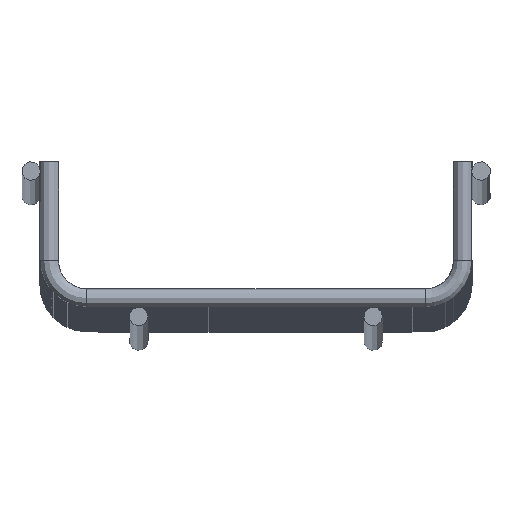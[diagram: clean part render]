
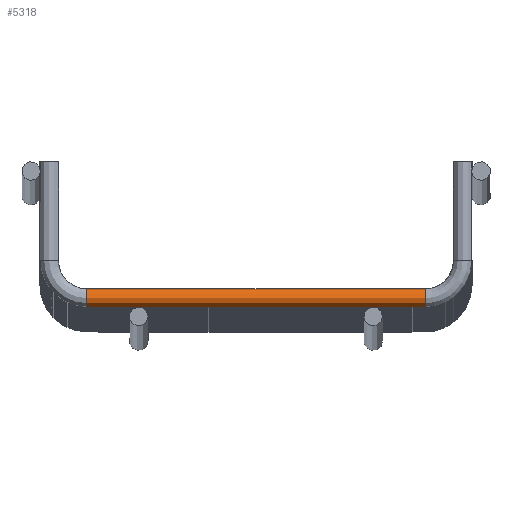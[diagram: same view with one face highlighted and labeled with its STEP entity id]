
A CAD part, top view. The second image highlights one B-rep face of the part: STEP entity #5318.
In plain terms, the highlighted cylindrical face has radius 2 mm (diameter 4 mm), a full revolution.
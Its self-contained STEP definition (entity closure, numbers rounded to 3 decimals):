
#98 = EDGE_LOOP ( 'NONE', ( #4071 ) ) ;
#333 = CARTESIAN_POINT ( 'NONE',  ( -24.44, -1.976, -0.329 ) ) ;
#585 = CARTESIAN_POINT ( 'NONE',  ( 24.498, -1.963, -0.387 ) ) ;
#615 = CARTESIAN_POINT ( 'NONE',  ( 24.498, -1.963, 0.387 ) ) ;
#693 = CARTESIAN_POINT ( 'NONE',  ( 36.1, 0., 0. ) ) ;
#867 = ORIENTED_EDGE ( 'NONE', *, *, #5420, .F. ) ;
#955 = CARTESIAN_POINT ( 'NONE',  ( -24.375, -2., 0.164 ) ) ;
#1150 = FACE_BOUND ( 'NONE', #98, .T. ) ;
#1214 = CARTESIAN_POINT ( 'NONE',  ( 24.835, -1.9, -0.624 ) ) ;
#1238 = CARTESIAN_POINT ( 'NONE',  ( 24.391, -1.995, 0.165 ) ) ;
#1321 = DIRECTION ( 'NONE',  ( 0., 0., 1. ) ) ;
#1564 = CARTESIAN_POINT ( 'NONE',  ( -25.624, -2., 0. ) ) ;
#1590 = CARTESIAN_POINT ( 'NONE',  ( -24.671, -1.924, 0.56 ) ) ;
#1661 = EDGE_LOOP ( 'NONE', ( #867 ) ) ;
#1852 = CARTESIAN_POINT ( 'NONE',  ( 25.329, -1.924, -0.56 ) ) ;
#1859 = VERTEX_POINT ( 'NONE', #6399 ) ;
#1885 = CARTESIAN_POINT ( 'NONE',  ( 24.376, -2., 0. ) ) ;
#1913 = AXIS2_PLACEMENT_3D ( 'NONE', #7347, #2958, #3598 ) ;
#1970 = VERTEX_POINT ( 'NONE', #8141 ) ;
#2167 = DIRECTION ( 'NONE',  ( -1., 0., 0. ) ) ;
#2211 = CARTESIAN_POINT ( 'NONE',  ( -25.609, -1.995, -0.165 ) ) ;
#2236 = CARTESIAN_POINT ( 'NONE',  ( -25.165, -1.9, 0.624 ) ) ;
#2500 = CARTESIAN_POINT ( 'NONE',  ( 25.624, -2., -0.164 ) ) ;
#2538 = CIRCLE ( 'NONE', #2712, 2. ) ;
#2587 = EDGE_CURVE ( 'NONE', #6812, #6812, #7065, .T. ) ;
#2712 = AXIS2_PLACEMENT_3D ( 'NONE', #693, #5129, #1321 ) ;
#2847 = CARTESIAN_POINT ( 'NONE',  ( -25.502, -1.963, -0.387 ) ) ;
#2880 = CARTESIAN_POINT ( 'NONE',  ( -25.502, -1.963, 0.387 ) ) ;
#2958 = DIRECTION ( 'NONE',  ( 1., 0., 0. ) ) ;
#2988 = B_SPLINE_CURVE_WITH_KNOTS ( 'NONE', 3,
 ( #3747, #3105, #8096, #4390, #585, #5018, #1214, #5660, #1852, #6300, #2500, #6908, #3128, #7519, #3780, #8124, #4415, #615, #5050, #1238, #5687, #1885 ),
 .UNSPECIFIED., .T., .F.,
 ( 4, 2, 2, 2, 2, 2, 2, 2, 2, 2, 4 ),
 ( 0., 0., 0., 0.001, 0.001, 0.002, 0.002, 0.003, 0.003, 0.004, 0.004 ),
 .UNSPECIFIED. ) ;
#3065 = EDGE_CURVE ( 'NONE', #7560, #7560, #2538, .T. ) ;
#3105 = CARTESIAN_POINT ( 'NONE',  ( 24.376, -2., -0.083 ) ) ;
#3128 = CARTESIAN_POINT ( 'NONE',  ( 25.56, -1.976, 0.329 ) ) ;
#3216 = CYLINDRICAL_SURFACE ( 'NONE', #1913, 2. ) ;
#3459 = EDGE_LOOP ( 'NONE', ( #7356 ) ) ;
#3481 = CARTESIAN_POINT ( 'NONE',  ( -25.165, -1.9, -0.624 ) ) ;
#3506 = CARTESIAN_POINT ( 'NONE',  ( -25.609, -1.995, 0.165 ) ) ;
#3598 = DIRECTION ( 'NONE',  ( 0., 1., 0. ) ) ;
#3747 = CARTESIAN_POINT ( 'NONE',  ( 24.376, -2., 0. ) ) ;
#3780 = CARTESIAN_POINT ( 'NONE',  ( 25.165, -1.9, 0.625 ) ) ;
#3999 = ORIENTED_EDGE ( 'NONE', *, *, #3065, .T. ) ;
#4071 = ORIENTED_EDGE ( 'NONE', *, *, #2587, .F. ) ;
#4123 = CARTESIAN_POINT ( 'NONE',  ( -24.671, -1.924, -0.56 ) ) ;
#4153 = CARTESIAN_POINT ( 'NONE',  ( -25.624, -2., 0. ) ) ;
#4262 = CARTESIAN_POINT ( 'NONE',  ( 36.1, 0., 2. ) ) ;
#4390 = CARTESIAN_POINT ( 'NONE',  ( 24.452, -1.976, -0.317 ) ) ;
#4415 = CARTESIAN_POINT ( 'NONE',  ( 24.671, -1.924, 0.559 ) ) ;
#4447 = FACE_OUTER_BOUND ( 'NONE', #7304, .T. ) ;
#4700 = CIRCLE ( 'NONE', #6754, 2. ) ;
#4736 = CARTESIAN_POINT ( 'NONE',  ( -25.624, -2., -0.083 ) ) ;
#4767 = CARTESIAN_POINT ( 'NONE',  ( -24.376, -2., -0.164 ) ) ;
#4833 = EDGE_CURVE ( 'NONE', #1970, #1970, #4700, .T. ) ;
#5018 = CARTESIAN_POINT ( 'NONE',  ( 24.67, -1.924, -0.559 ) ) ;
#5041 = FACE_BOUND ( 'NONE', #1661, .T. ) ;
#5050 = CARTESIAN_POINT ( 'NONE',  ( 24.453, -1.976, 0.317 ) ) ;
#5129 = DIRECTION ( 'NONE',  ( -1., 0., 0. ) ) ;
#5318 = ADVANCED_FACE ( 'NONE', ( #1150, #6960, #4447, #5041 ), #3216, .T. ) ;
#5403 = CARTESIAN_POINT ( 'NONE',  ( -24.44, -1.976, 0.329 ) ) ;
#5420 = EDGE_CURVE ( 'NONE', #1859, #1859, #2988, .T. ) ;
#5660 = CARTESIAN_POINT ( 'NONE',  ( 25.165, -1.9, -0.625 ) ) ;
#5687 = CARTESIAN_POINT ( 'NONE',  ( 24.376, -2., 0.083 ) ) ;
#5967 = CARTESIAN_POINT ( 'NONE',  ( -36.1, 0., 0. ) ) ;
#6039 = CARTESIAN_POINT ( 'NONE',  ( -24.835, -1.9, 0.625 ) ) ;
#6300 = CARTESIAN_POINT ( 'NONE',  ( 25.56, -1.976, -0.329 ) ) ;
#6399 = CARTESIAN_POINT ( 'NONE',  ( 24.376, -2., 0. ) ) ;
#6601 = DIRECTION ( 'NONE',  ( 0., 0., 1. ) ) ;
#6647 = CARTESIAN_POINT ( 'NONE',  ( -25.548, -1.976, -0.317 ) ) ;
#6668 = CARTESIAN_POINT ( 'NONE',  ( -25.329, -1.924, 0.559 ) ) ;
#6754 = AXIS2_PLACEMENT_3D ( 'NONE', #5967, #2167, #6601 ) ;
#6812 = VERTEX_POINT ( 'NONE', #8083 ) ;
#6908 = CARTESIAN_POINT ( 'NONE',  ( 25.625, -2., 0.164 ) ) ;
#6960 = FACE_OUTER_BOUND ( 'NONE', #3459, .T. ) ;
#7065 = B_SPLINE_CURVE_WITH_KNOTS ( 'NONE', 3,
 ( #1564, #4736, #2211, #6647, #2847, #7240, #3481, #7852, #4123, #333, #4767, #955, #5403, #1590, #6039, #2236, #6668, #2880, #7266, #3506, #7874, #4153 ),
 .UNSPECIFIED., .T., .F.,
 ( 4, 2, 2, 2, 2, 2, 2, 2, 2, 2, 4 ),
 ( 0., 0., 0., 0.001, 0.001, 0.002, 0.002, 0.003, 0.003, 0.004, 0.004 ),
 .UNSPECIFIED. ) ;
#7240 = CARTESIAN_POINT ( 'NONE',  ( -25.33, -1.924, -0.559 ) ) ;
#7266 = CARTESIAN_POINT ( 'NONE',  ( -25.547, -1.976, 0.317 ) ) ;
#7304 = EDGE_LOOP ( 'NONE', ( #3999 ) ) ;
#7347 = CARTESIAN_POINT ( 'NONE',  ( -36.1, 0., 0. ) ) ;
#7356 = ORIENTED_EDGE ( 'NONE', *, *, #4833, .F. ) ;
#7519 = CARTESIAN_POINT ( 'NONE',  ( 25.329, -1.924, 0.56 ) ) ;
#7560 = VERTEX_POINT ( 'NONE', #4262 ) ;
#7852 = CARTESIAN_POINT ( 'NONE',  ( -24.835, -1.9, -0.625 ) ) ;
#7874 = CARTESIAN_POINT ( 'NONE',  ( -25.624, -2., 0.083 ) ) ;
#8083 = CARTESIAN_POINT ( 'NONE',  ( -25.624, -2., 0. ) ) ;
#8096 = CARTESIAN_POINT ( 'NONE',  ( 24.391, -1.995, -0.165 ) ) ;
#8124 = CARTESIAN_POINT ( 'NONE',  ( 24.835, -1.9, 0.624 ) ) ;
#8141 = CARTESIAN_POINT ( 'NONE',  ( -36.1, 0., 2. ) ) ;
